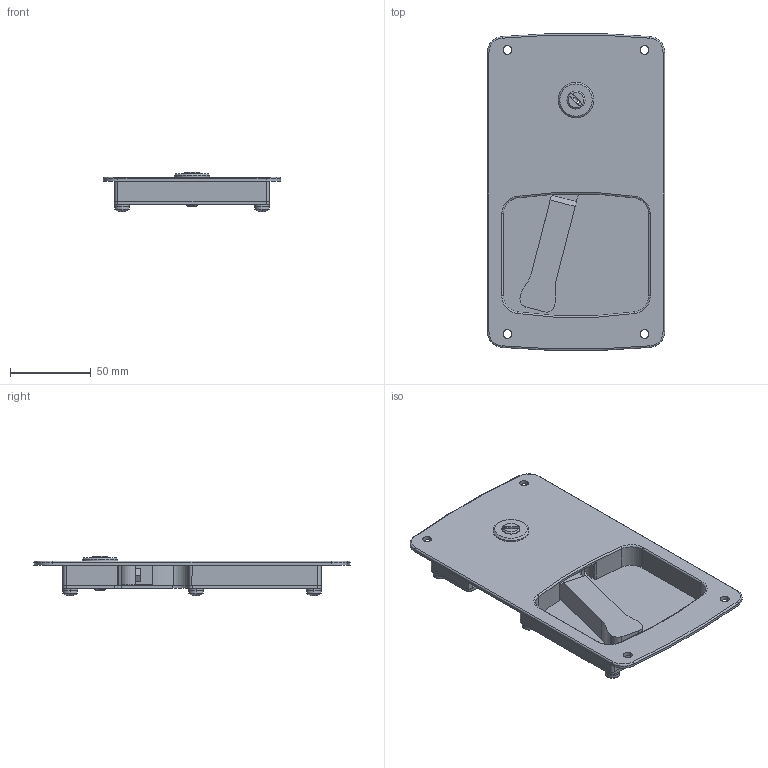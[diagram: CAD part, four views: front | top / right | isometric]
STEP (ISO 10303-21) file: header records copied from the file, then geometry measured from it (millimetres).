
FILE_DESCRIPTION (( 'STEP AP203' ), '1' );
FILE_NAME ('sone3D.STEP', '2014-06-16T07:14:15', ( '' ), ( '' ), 'SwSTEP 2.0', 'SolidWorks 2012', '' );
FILE_SCHEMA (( 'CONFIG_CONTROL_DESIGN' ));
Length unit declared in the file: millimetre
Products named in the file (14): C-187-1ローター_; C-187-1カム_; M19ナット; C-187-1M7ナット; C-187-1ハウジング_; 十字穴付なべねじM5(SW付)_M5 x 10; A-898ハンドル_; A-898裏板_; A-898本体_; sone3D; A-898ナット_; A-898ストッパー_; C-187-1; C-187-1座金_
Assembly tree (18 placements, depth 3):
  sone3D
    A-898本体_
    A-898裏板_
    A-898ハンドル_
    十字穴付なべねじM5(SW付)_M5 x 10  x6
    C-187-1
      C-187-1ハウジング_
      C-187-1M7ナット
      M19ナット
      C-187-1カム_
      C-187-1ローター_
      C-187-1座金_
    A-898ストッパー_
    A-898ナット_
Bounding box: 110 x 196.53 x 24.57 mm (x, y, z)
Volume: 133804.8 mm3; surface area: 91874.1 mm2
Topology: 17 solids, 17 shells, 594 faces, 1560 edges, 1010 vertices
Faces by surface type: plane 263, cylinder 255, cone 34, torus 28, sphere 14
Entity records: 15470 total; most frequent: CARTESIAN_POINT 2904, DIRECTION 2426, ORIENTED_EDGE 2228, EDGE_CURVE 1114, AXIS2_PLACEMENT_3D 944, VERTEX_POINT 728, LINE 538, VECTOR 538
